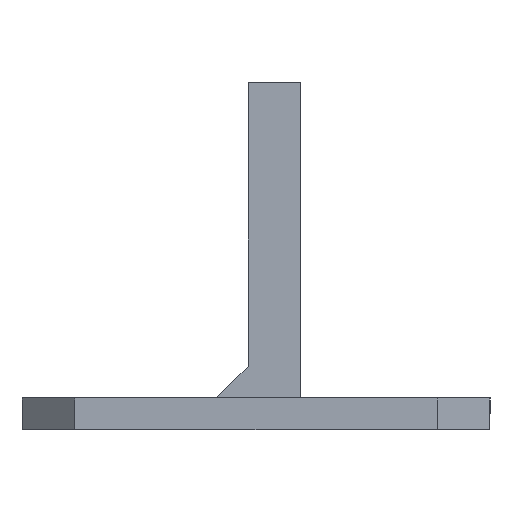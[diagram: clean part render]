
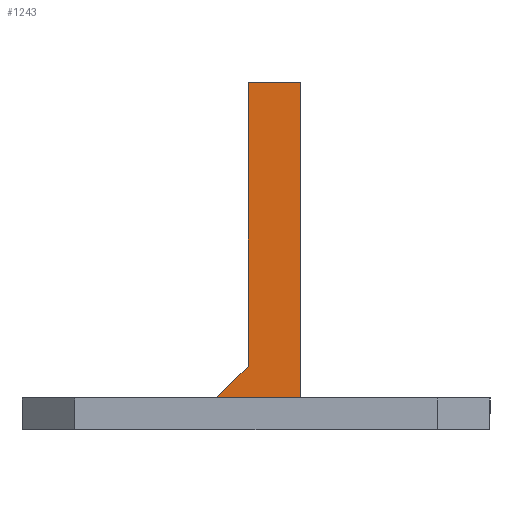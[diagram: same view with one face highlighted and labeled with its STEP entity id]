
A CAD part, left-side view. The second image highlights one B-rep face of the part: STEP entity #1243.
In plain terms, the highlighted planar face has unit normal (-1, 0, 0).
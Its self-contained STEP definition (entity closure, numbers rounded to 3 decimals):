
#108 = DIRECTION ( 'NONE',  ( 0., 0., 1. ) ) ;
#136 = DIRECTION ( 'NONE',  ( 1., 0., 0. ) ) ;
#261 = CARTESIAN_POINT ( 'NONE',  ( -135., 0.75, 10. ) ) ;
#307 = EDGE_CURVE ( 'NONE', #1656, #3752, #871, .T. ) ;
#417 = ORIENTED_EDGE ( 'NONE', *, *, #1940, .F. ) ;
#495 = ORIENTED_EDGE ( 'NONE', *, *, #307, .T. ) ;
#589 = CARTESIAN_POINT ( 'NONE',  ( -135., 0.75, 33. ) ) ;
#594 = AXIS2_PLACEMENT_3D ( 'NONE', #2198, #136, #915 ) ;
#773 = VERTEX_POINT ( 'NONE', #2286 ) ;
#835 = VECTOR ( 'NONE', #2315, 1000. ) ;
#871 = LINE ( 'NONE', #3578, #1143 ) ;
#915 = DIRECTION ( 'NONE',  ( 0., 1., 0. ) ) ;
#963 = LINE ( 'NONE', #261, #835 ) ;
#1104 = VECTOR ( 'NONE', #2282, 1000. ) ;
#1143 = VECTOR ( 'NONE', #3285, 1000. ) ;
#1243 = ADVANCED_FACE ( 'NONE', ( #4340 ), #2600, .F. ) ;
#1294 = ORIENTED_EDGE ( 'NONE', *, *, #1681, .T. ) ;
#1519 = CARTESIAN_POINT ( 'NONE',  ( -135., -1.25, 8. ) ) ;
#1656 = VERTEX_POINT ( 'NONE', #3862 ) ;
#1681 = EDGE_CURVE ( 'NONE', #4173, #1656, #2570, .T. ) ;
#1829 = LINE ( 'NONE', #3203, #3980 ) ;
#1940 = EDGE_CURVE ( 'NONE', #3176, #773, #4088, .T. ) ;
#2198 = CARTESIAN_POINT ( 'NONE',  ( -135., 0.75, 10. ) ) ;
#2239 = CARTESIAN_POINT ( 'NONE',  ( -135., 0.75, 33. ) ) ;
#2282 = DIRECTION ( 'NONE',  ( 0., 0.707, -0.707 ) ) ;
#2286 = CARTESIAN_POINT ( 'NONE',  ( -135., -4.25, 33. ) ) ;
#2301 = ORIENTED_EDGE ( 'NONE', *, *, #3216, .F. ) ;
#2315 = DIRECTION ( 'NONE',  ( 0., 0., 1. ) ) ;
#2397 = ORIENTED_EDGE ( 'NONE', *, *, #3397, .T. ) ;
#2405 = DIRECTION ( 'NONE',  ( 0., -1., 0. ) ) ;
#2570 = LINE ( 'NONE', #1519, #1104 ) ;
#2600 = PLANE ( 'NONE',  #594 ) ;
#2778 = CARTESIAN_POINT ( 'NONE',  ( -135., 0.75, 6. ) ) ;
#3176 = VERTEX_POINT ( 'NONE', #2239 ) ;
#3203 = CARTESIAN_POINT ( 'NONE',  ( -135., -4.25, 10. ) ) ;
#3216 = EDGE_CURVE ( 'NONE', #4173, #3176, #963, .T. ) ;
#3285 = DIRECTION ( 'NONE',  ( 0., -1., 0. ) ) ;
#3397 = EDGE_CURVE ( 'NONE', #3752, #773, #1829, .T. ) ;
#3464 = EDGE_LOOP ( 'NONE', ( #417, #2301, #1294, #495, #2397 ) ) ;
#3578 = CARTESIAN_POINT ( 'NONE',  ( -135., 0.75, 3. ) ) ;
#3752 = VERTEX_POINT ( 'NONE', #3824 ) ;
#3824 = CARTESIAN_POINT ( 'NONE',  ( -135., -4.25, 3. ) ) ;
#3862 = CARTESIAN_POINT ( 'NONE',  ( -135., 3.75, 3. ) ) ;
#3980 = VECTOR ( 'NONE', #108, 1000. ) ;
#4088 = LINE ( 'NONE', #589, #4265 ) ;
#4173 = VERTEX_POINT ( 'NONE', #2778 ) ;
#4265 = VECTOR ( 'NONE', #2405, 1000. ) ;
#4340 = FACE_OUTER_BOUND ( 'NONE', #3464, .T. ) ;
